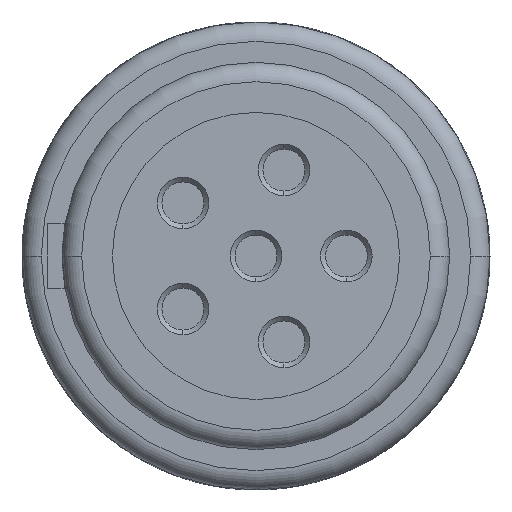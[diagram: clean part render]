
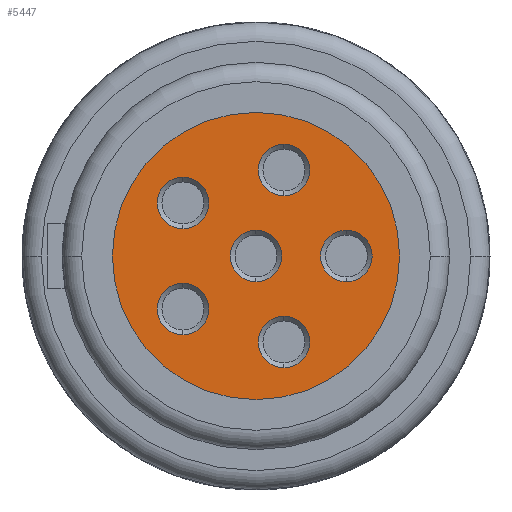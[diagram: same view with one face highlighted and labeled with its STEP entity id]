
A CAD part, left-side view. The second image highlights one B-rep face of the part: STEP entity #5447.
In plain terms, the highlighted planar face has unit normal (-1, 0, 0).
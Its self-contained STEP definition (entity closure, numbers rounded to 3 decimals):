
#1837=CARTESIAN_POINT('',(-12.5,0.,0.));
#1838=DIRECTION('',(-1.,0.,0.));
#1839=DIRECTION('',(0.,1.,0.));
#1840=AXIS2_PLACEMENT_3D('',#1837,#1838,#1839);
#2066=CARTESIAN_POINT('',(-12.5,0.,0.));
#2067=DIRECTION('',(-1.,0.,0.));
#2068=DIRECTION('',(0.,-1.,0.));
#2069=AXIS2_PLACEMENT_3D('',#2066,#2067,#2068);
#2076=CARTESIAN_POINT('',(-12.5,-2.8,0.));
#2077=DIRECTION('',(1.,0.,0.));
#2078=DIRECTION('',(0.,0.,-1.));
#2079=AXIS2_PLACEMENT_3D('',#2076,#2077,#2078);
#2081=CARTESIAN_POINT('',(-12.5,-2.8,0.));
#2082=DIRECTION('',(1.,0.,0.));
#2083=DIRECTION('',(0.,0.,1.));
#2084=AXIS2_PLACEMENT_3D('',#2081,#2082,#2083);
#2086=CARTESIAN_POINT('',(-12.5,-0.865,-2.663));
#2087=DIRECTION('',(1.,0.,0.));
#2088=DIRECTION('',(0.,0.,-1.));
#2089=AXIS2_PLACEMENT_3D('',#2086,#2087,#2088);
#2091=CARTESIAN_POINT('',(-12.5,-0.865,-2.663));
#2092=DIRECTION('',(1.,0.,0.));
#2093=DIRECTION('',(0.,0.,1.));
#2094=AXIS2_PLACEMENT_3D('',#2091,#2092,#2093);
#2096=CARTESIAN_POINT('',(-12.5,0.,0.));
#2097=DIRECTION('',(1.,0.,0.));
#2098=DIRECTION('',(0.,0.,-1.));
#2099=AXIS2_PLACEMENT_3D('',#2096,#2097,#2098);
#2101=CARTESIAN_POINT('',(-12.5,0.,0.));
#2102=DIRECTION('',(1.,0.,0.));
#2103=DIRECTION('',(0.,0.,1.));
#2104=AXIS2_PLACEMENT_3D('',#2101,#2102,#2103);
#2106=CARTESIAN_POINT('',(-12.5,2.265,-1.646));
#2107=DIRECTION('',(1.,0.,0.));
#2108=DIRECTION('',(0.,0.,-1.));
#2109=AXIS2_PLACEMENT_3D('',#2106,#2107,#2108);
#2111=CARTESIAN_POINT('',(-12.5,2.265,-1.646));
#2112=DIRECTION('',(1.,0.,0.));
#2113=DIRECTION('',(0.,0.,1.));
#2114=AXIS2_PLACEMENT_3D('',#2111,#2112,#2113);
#2116=CARTESIAN_POINT('',(-12.5,2.265,1.646));
#2117=DIRECTION('',(1.,0.,0.));
#2118=DIRECTION('',(0.,0.,-1.));
#2119=AXIS2_PLACEMENT_3D('',#2116,#2117,#2118);
#2121=CARTESIAN_POINT('',(-12.5,2.265,1.646));
#2122=DIRECTION('',(1.,0.,0.));
#2123=DIRECTION('',(0.,0.,1.));
#2124=AXIS2_PLACEMENT_3D('',#2121,#2122,#2123);
#2126=CARTESIAN_POINT('',(-12.5,-0.865,2.663));
#2127=DIRECTION('',(1.,0.,0.));
#2128=DIRECTION('',(0.,0.,-1.));
#2129=AXIS2_PLACEMENT_3D('',#2126,#2127,#2128);
#2131=CARTESIAN_POINT('',(-12.5,-0.865,2.663));
#2132=DIRECTION('',(1.,0.,0.));
#2133=DIRECTION('',(0.,0.,1.));
#2134=AXIS2_PLACEMENT_3D('',#2131,#2132,#2133);
#3381=CARTESIAN_POINT('',(-12.5,-4.45,0.));
#3382=CARTESIAN_POINT('',(-12.5,4.45,0.));
#3383=VERTEX_POINT('',#3381);
#3384=VERTEX_POINT('',#3382);
#3634=CARTESIAN_POINT('',(-12.5,-2.8,-0.8));
#3635=CARTESIAN_POINT('',(-12.5,-2.8,0.8));
#3636=VERTEX_POINT('',#3634);
#3637=VERTEX_POINT('',#3635);
#3642=CARTESIAN_POINT('',(-12.5,-0.865,-3.463));
#3643=CARTESIAN_POINT('',(-12.5,-0.865,-1.863));
#3644=VERTEX_POINT('',#3642);
#3645=VERTEX_POINT('',#3643);
#3650=CARTESIAN_POINT('',(-12.5,0.,-0.8));
#3651=CARTESIAN_POINT('',(-12.5,0.,0.8));
#3652=VERTEX_POINT('',#3650);
#3653=VERTEX_POINT('',#3651);
#3658=CARTESIAN_POINT('',(-12.5,2.265,-2.446));
#3659=CARTESIAN_POINT('',(-12.5,2.265,-0.846));
#3660=VERTEX_POINT('',#3658);
#3661=VERTEX_POINT('',#3659);
#3666=CARTESIAN_POINT('',(-12.5,2.265,0.846));
#3667=CARTESIAN_POINT('',(-12.5,2.265,2.446));
#3668=VERTEX_POINT('',#3666);
#3669=VERTEX_POINT('',#3667);
#3674=CARTESIAN_POINT('',(-12.5,-0.865,1.863));
#3675=CARTESIAN_POINT('',(-12.5,-0.865,3.463));
#3676=VERTEX_POINT('',#3674);
#3677=VERTEX_POINT('',#3675);
#5402=CARTESIAN_POINT('',(-12.5,0.,0.));
#5403=DIRECTION('',(1.,0.,0.));
#5404=DIRECTION('',(0.,0.,-1.));
#5405=AXIS2_PLACEMENT_3D('',#5402,#5403,#5404);
#5406=PLANE('',#5405);
#5407=ORIENTED_EDGE('',*,*,#5393,.F.);
#5408=ORIENTED_EDGE('',*,*,#5222,.F.);
#5409=EDGE_LOOP('',(#5407,#5408));
#5410=FACE_OUTER_BOUND('',#5409,.F.);
#5412=ORIENTED_EDGE('',*,*,#5411,.F.);
#5414=ORIENTED_EDGE('',*,*,#5413,.F.);
#5415=EDGE_LOOP('',(#5412,#5414));
#5416=FACE_BOUND('',#5415,.F.);
#5418=ORIENTED_EDGE('',*,*,#5417,.F.);
#5420=ORIENTED_EDGE('',*,*,#5419,.F.);
#5421=EDGE_LOOP('',(#5418,#5420));
#5422=FACE_BOUND('',#5421,.F.);
#5424=ORIENTED_EDGE('',*,*,#5423,.F.);
#5426=ORIENTED_EDGE('',*,*,#5425,.F.);
#5427=EDGE_LOOP('',(#5424,#5426));
#5428=FACE_BOUND('',#5427,.F.);
#5430=ORIENTED_EDGE('',*,*,#5429,.F.);
#5432=ORIENTED_EDGE('',*,*,#5431,.F.);
#5433=EDGE_LOOP('',(#5430,#5432));
#5434=FACE_BOUND('',#5433,.F.);
#5436=ORIENTED_EDGE('',*,*,#5435,.F.);
#5438=ORIENTED_EDGE('',*,*,#5437,.F.);
#5439=EDGE_LOOP('',(#5436,#5438));
#5440=FACE_BOUND('',#5439,.F.);
#5442=ORIENTED_EDGE('',*,*,#5441,.F.);
#5444=ORIENTED_EDGE('',*,*,#5443,.F.);
#5445=EDGE_LOOP('',(#5442,#5444));
#5446=FACE_BOUND('',#5445,.F.);
#5447=ADVANCED_FACE('',(#5410,#5416,#5422,#5428,#5434,#5440,#5446),#5406,.F.);
#1841=CIRCLE('',#1840,4.45);
#2070=CIRCLE('',#2069,4.45);
#2080=CIRCLE('',#2079,0.8);
#2085=CIRCLE('',#2084,0.8);
#2090=CIRCLE('',#2089,0.8);
#2095=CIRCLE('',#2094,0.8);
#2100=CIRCLE('',#2099,0.8);
#2105=CIRCLE('',#2104,0.8);
#2110=CIRCLE('',#2109,0.8);
#2115=CIRCLE('',#2114,0.8);
#2120=CIRCLE('',#2119,0.8);
#2125=CIRCLE('',#2124,0.8);
#2130=CIRCLE('',#2129,0.8);
#2135=CIRCLE('',#2134,0.8);
#5222=EDGE_CURVE('',#3384,#3383,#1841,.T.);
#5393=EDGE_CURVE('',#3383,#3384,#2070,.T.);
#5411=EDGE_CURVE('',#3636,#3637,#2080,.T.);
#5413=EDGE_CURVE('',#3637,#3636,#2085,.T.);
#5417=EDGE_CURVE('',#3644,#3645,#2090,.T.);
#5419=EDGE_CURVE('',#3645,#3644,#2095,.T.);
#5423=EDGE_CURVE('',#3652,#3653,#2100,.T.);
#5425=EDGE_CURVE('',#3653,#3652,#2105,.T.);
#5429=EDGE_CURVE('',#3660,#3661,#2110,.T.);
#5431=EDGE_CURVE('',#3661,#3660,#2115,.T.);
#5435=EDGE_CURVE('',#3668,#3669,#2120,.T.);
#5437=EDGE_CURVE('',#3669,#3668,#2125,.T.);
#5441=EDGE_CURVE('',#3676,#3677,#2130,.T.);
#5443=EDGE_CURVE('',#3677,#3676,#2135,.T.);
